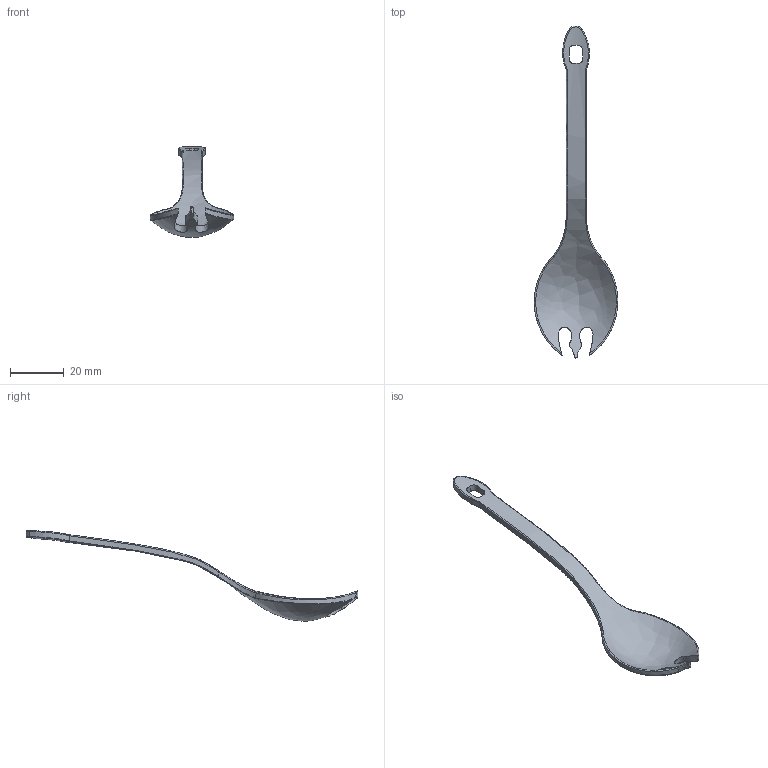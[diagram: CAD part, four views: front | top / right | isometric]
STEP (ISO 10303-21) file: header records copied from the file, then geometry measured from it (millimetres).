
FILE_DESCRIPTION(('FreeCAD Model'),'2;1');
FILE_NAME('Open CASCADE Shape Model','2024-06-13T16:53:16',(''),(''), 'Open CASCADE STEP processor 7.6','FreeCAD','Unknown');
FILE_SCHEMA(('AUTOMOTIVE_DESIGN { 1 0 10303 214 1 1 1 1 }'));
Length unit declared in the file: millimetre
Products named in the file (1): Pocket
Bounding box: 31.06 x 123.46 x 33.71 mm (x, y, z)
Volume: 3690.8 mm3; surface area: 4180.2 mm2
Topology: 1 solids, 1 shells, 43 faces, 130 edges, 81 vertices
Faces by surface type: bspline 20, cylinder 13, plane 6, extrusion 4
Entity records: 16397 total; most frequent: CARTESIAN_POINT 14544, B_SPLINE_CURVE_WITH_KNOTS 247, ORIENTED_EDGE 244, PCURVE 244, DEFINITIONAL_REPRESENTATION 244, DIRECTION 143, EDGE_CURVE 122, SURFACE_CURVE 122
